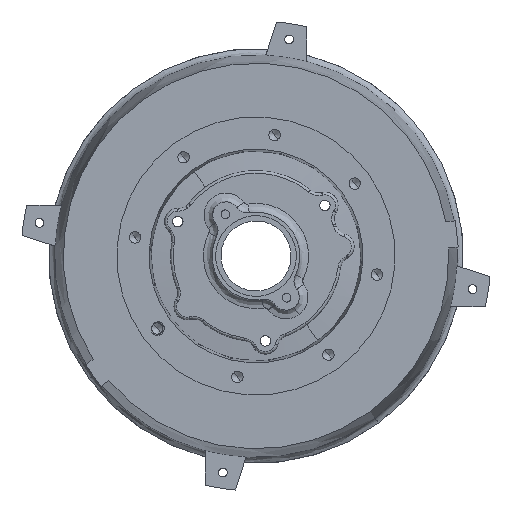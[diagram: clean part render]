
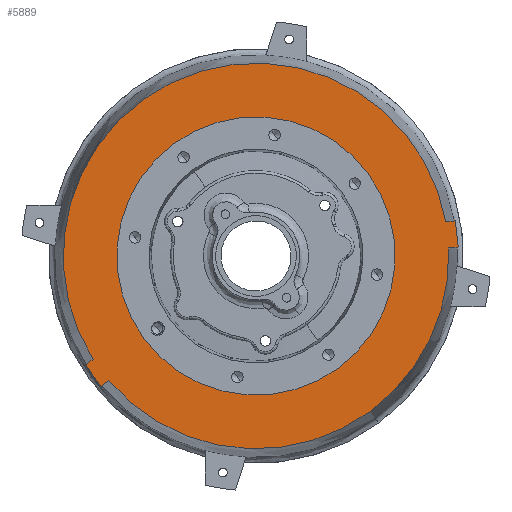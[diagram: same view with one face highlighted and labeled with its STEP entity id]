
A CAD part, left-side view. The second image highlights one B-rep face of the part: STEP entity #5889.
In plain terms, the highlighted planar face has unit normal (-1, 0, 0).
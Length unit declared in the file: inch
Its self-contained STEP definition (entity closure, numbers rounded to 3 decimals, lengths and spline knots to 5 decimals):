
#160 = VECTOR ( 'NONE', #17029, 39.37008 ) ;
#167 = CARTESIAN_POINT ( 'NONE',  ( -10.19116, 11.4398, -13.95425 ) ) ;
#254 = DIRECTION ( 'NONE',  ( 0., 0.994, -0.11 ) ) ;
#325 = CARTESIAN_POINT ( 'NONE',  ( -10.19116, -4.95669, -8.90949 ) ) ;
#451 = AXIS2_PLACEMENT_3D ( 'NONE', #8589, #4514, #12262 ) ;
#595 = DIRECTION ( 'NONE',  ( 1., 0., 0. ) ) ;
#688 = VERTEX_POINT ( 'NONE', #20286 ) ;
#1252 = EDGE_CURVE ( 'NONE', #11380, #2020, #13565, .T. ) ;
#1551 = PLANE ( 'NONE',  #13983 ) ;
#1921 = VERTEX_POINT ( 'NONE', #16945 ) ;
#2020 = VERTEX_POINT ( 'NONE', #167 ) ;
#2132 = LINE ( 'NONE', #325, #19579 ) ;
#2156 = ORIENTED_EDGE ( 'NONE', *, *, #4968, .T. ) ;
#2273 = VECTOR ( 'NONE', #6327, 39.37008 ) ;
#2444 = EDGE_CURVE ( 'NONE', #18343, #15903, #10352, .T. ) ;
#2583 = ORIENTED_EDGE ( 'NONE', *, *, #2444, .T. ) ;
#2662 = CARTESIAN_POINT ( 'NONE',  ( -10.19116, 10.74077, -14.90628 ) ) ;
#2725 = AXIS2_PLACEMENT_3D ( 'NONE', #9206, #18647, #13848 ) ;
#4317 = EDGE_LOOP ( 'NONE', ( #2156, #16800, #13166, #13499, #7341, #9325, #14313, #12499, #15631 ) ) ;
#4514 = DIRECTION ( 'NONE',  ( -1., 0., 0. ) ) ;
#4631 = CARTESIAN_POINT ( 'NONE',  ( -10.19116, -0.56338, -5.141 ) ) ;
#4968 = EDGE_CURVE ( 'NONE', #16663, #688, #7613, .T. ) ;
#5124 = VECTOR ( 'NONE', #254, 39.37008 ) ;
#5186 = CARTESIAN_POINT ( 'NONE',  ( -10.19116, 11.0876, -15.16093 ) ) ;
#5266 = VERTEX_POINT ( 'NONE', #2662 ) ;
#5683 = VERTEX_POINT ( 'NONE', #10151 ) ;
#5868 = AXIS2_PLACEMENT_3D ( 'NONE', #14446, #595, #8153 ) ;
#5889 = ADVANCED_FACE ( 'NONE', ( #17360, #15102 ), #1551, .T. ) ;
#6133 = VERTEX_POINT ( 'NONE', #13313 ) ;
#6196 = DIRECTION ( 'NONE',  ( 1., 0., 0. ) ) ;
#6327 = DIRECTION ( 'NONE',  ( 0., -0.806, 0.592 ) ) ;
#6347 = CIRCLE ( 'NONE', #12551, 8.66142 ) ;
#7341 = ORIENTED_EDGE ( 'NONE', *, *, #12125, .T. ) ;
#7373 = CARTESIAN_POINT ( 'NONE',  ( -10.19116, 7.82396, -4.27817 ) ) ;
#7613 = LINE ( 'NONE', #5186, #19689 ) ;
#7648 = ORIENTED_EDGE ( 'NONE', *, *, #15475, .T. ) ;
#8021 = LINE ( 'NONE', #4631, #160 ) ;
#8153 = DIRECTION ( 'NONE',  ( 0., 0.592, 0.806 ) ) ;
#8160 = LINE ( 'NONE', #14464, #2273 ) ;
#8589 = CARTESIAN_POINT ( 'NONE',  ( -10.19116, 4.12495, -9.31602 ) ) ;
#8601 = EDGE_CURVE ( 'NONE', #1921, #11380, #8837, .T. ) ;
#8837 = LINE ( 'NONE', #9707, #5124 ) ;
#9206 = CARTESIAN_POINT ( 'NONE',  ( -10.19116, 4.12495, -9.31602 ) ) ;
#9325 = ORIENTED_EDGE ( 'NONE', *, *, #15527, .T. ) ;
#9458 = VERTEX_POINT ( 'NONE', #13053 ) ;
#9707 = CARTESIAN_POINT ( 'NONE',  ( -10.19116, -4.82733, -7.73549 ) ) ;
#10151 = CARTESIAN_POINT ( 'NONE',  ( -10.19116, -4.529, -8.95662 ) ) ;
#10352 = CIRCLE ( 'NONE', #18667, 6.25 ) ;
#10521 = CIRCLE ( 'NONE', #2725, 8.66142 ) ;
#11068 = EDGE_CURVE ( 'NONE', #5266, #9458, #6347, .T. ) ;
#11282 = DIRECTION ( 'NONE',  ( -1., 0., 0. ) ) ;
#11380 = VERTEX_POINT ( 'NONE', #20189 ) ;
#12125 = EDGE_CURVE ( 'NONE', #5683, #6133, #18535, .T. ) ;
#12262 = DIRECTION ( 'NONE',  ( 0., 0.806, -0.592 ) ) ;
#12499 = ORIENTED_EDGE ( 'NONE', *, *, #1252, .T. ) ;
#12551 = AXIS2_PLACEMENT_3D ( 'NONE', #19229, #19163, #14560 ) ;
#12964 = DIRECTION ( 'NONE',  ( 0., 0.11, 0.994 ) ) ;
#13053 = CARTESIAN_POINT ( 'NONE',  ( -10.19116, -1.00122, -16.2976 ) ) ;
#13166 = ORIENTED_EDGE ( 'NONE', *, *, #11068, .T. ) ;
#13313 = CARTESIAN_POINT ( 'NONE',  ( -10.19116, -4.95669, -8.90949 ) ) ;
#13499 = ORIENTED_EDGE ( 'NONE', *, *, #19288, .T. ) ;
#13565 = CIRCLE ( 'NONE', #451, 8.66142 ) ;
#13848 = DIRECTION ( 'NONE',  ( 0., -0.592, -0.806 ) ) ;
#13983 = AXIS2_PLACEMENT_3D ( 'NONE', #17590, #11282, #14327 ) ;
#14313 = ORIENTED_EDGE ( 'NONE', *, *, #8601, .T. ) ;
#14327 = DIRECTION ( 'NONE',  ( 0., 0.592, 0.806 ) ) ;
#14446 = CARTESIAN_POINT ( 'NONE',  ( -10.19116, 4.12495, -9.31602 ) ) ;
#14464 = CARTESIAN_POINT ( 'NONE',  ( -10.19116, -1.2624, -6.09303 ) ) ;
#14560 = DIRECTION ( 'NONE',  ( 0., -0.592, -0.806 ) ) ;
#15095 = CIRCLE ( 'NONE', #5868, 6.25 ) ;
#15102 = FACE_OUTER_BOUND ( 'NONE', #4317, .T. ) ;
#15313 = EDGE_CURVE ( 'NONE', #2020, #16663, #8021, .T. ) ;
#15465 = CARTESIAN_POINT ( 'NONE',  ( -10.19116, -4.529, -8.95662 ) ) ;
#15475 = EDGE_CURVE ( 'NONE', #15903, #18343, #15095, .T. ) ;
#15527 = EDGE_CURVE ( 'NONE', #6133, #1921, #2132, .T. ) ;
#15631 = ORIENTED_EDGE ( 'NONE', *, *, #15313, .T. ) ;
#15903 = VERTEX_POINT ( 'NONE', #7373 ) ;
#15975 = CARTESIAN_POINT ( 'NONE',  ( -10.19116, 0.42595, -14.35386 ) ) ;
#16663 = VERTEX_POINT ( 'NONE', #17698 ) ;
#16800 = ORIENTED_EDGE ( 'NONE', *, *, #18359, .T. ) ;
#16945 = CARTESIAN_POINT ( 'NONE',  ( -10.19116, -4.82733, -7.73549 ) ) ;
#17029 = DIRECTION ( 'NONE',  ( 0., 0.806, -0.592 ) ) ;
#17360 = FACE_BOUND ( 'NONE', #19107, .T. ) ;
#17590 = CARTESIAN_POINT ( 'NONE',  ( -10.19116, -0.91289, -5.61702 ) ) ;
#17698 = CARTESIAN_POINT ( 'NONE',  ( -10.19116, 11.78662, -14.2089 ) ) ;
#18069 = DIRECTION ( 'NONE',  ( 0., -0.592, -0.806 ) ) ;
#18343 = VERTEX_POINT ( 'NONE', #15975 ) ;
#18359 = EDGE_CURVE ( 'NONE', #688, #5266, #8160, .T. ) ;
#18535 = LINE ( 'NONE', #15465, #19259 ) ;
#18647 = DIRECTION ( 'NONE',  ( -1., 0., 0. ) ) ;
#18667 = AXIS2_PLACEMENT_3D ( 'NONE', #20300, #6196, #18774 ) ;
#18774 = DIRECTION ( 'NONE',  ( 0., 0.592, 0.806 ) ) ;
#19107 = EDGE_LOOP ( 'NONE', ( #7648, #2583 ) ) ;
#19163 = DIRECTION ( 'NONE',  ( -1., 0., 0. ) ) ;
#19229 = CARTESIAN_POINT ( 'NONE',  ( -10.19116, 4.12495, -9.31602 ) ) ;
#19259 = VECTOR ( 'NONE', #20041, 39.37008 ) ;
#19288 = EDGE_CURVE ( 'NONE', #9458, #5683, #10521, .T. ) ;
#19579 = VECTOR ( 'NONE', #12964, 39.37008 ) ;
#19689 = VECTOR ( 'NONE', #18069, 39.37008 ) ;
#20041 = DIRECTION ( 'NONE',  ( 0., -0.994, 0.11 ) ) ;
#20189 = CARTESIAN_POINT ( 'NONE',  ( -10.19116, -4.39965, -7.78262 ) ) ;
#20286 = CARTESIAN_POINT ( 'NONE',  ( -10.19116, 11.0876, -15.16093 ) ) ;
#20300 = CARTESIAN_POINT ( 'NONE',  ( -10.19116, 4.12495, -9.31602 ) ) ;
